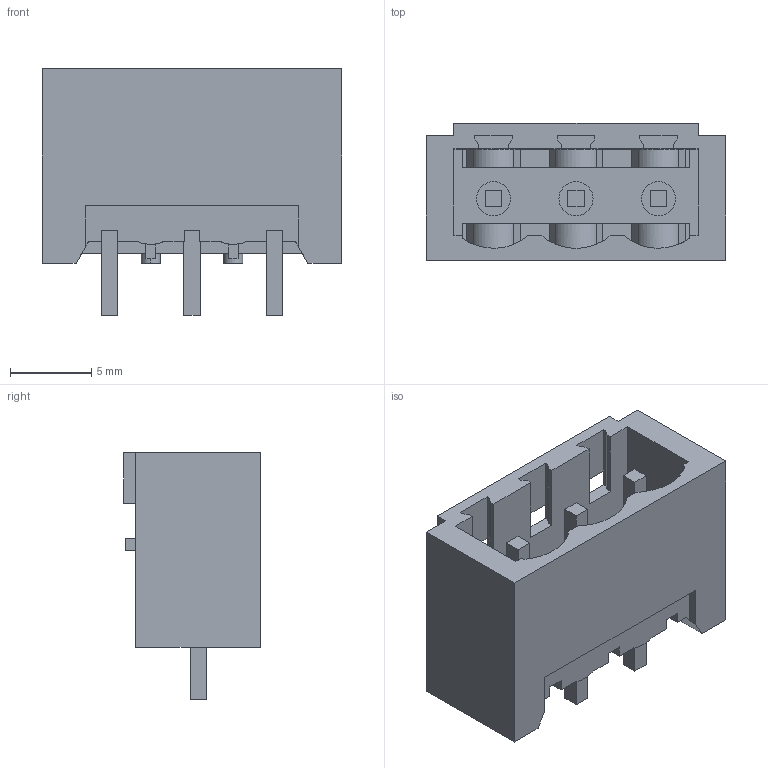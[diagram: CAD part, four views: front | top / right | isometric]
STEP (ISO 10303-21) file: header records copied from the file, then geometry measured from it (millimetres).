
FILE_DESCRIPTION(('CATIA V5 STEP Exchange','CAx-IF Rec.Pracs.--- Model Styling and Organization---1.2---2011-12-15'),'2;1');
FILE_NAME ('D1457018_0', '2018-03-21T12:30:12+00:00', ('none'), ('Weidmueller'), 'CATIA Version 5-6 Release 2014', 'CATIA V5 STEP AP214', 'none');
FILE_SCHEMA(('AUTOMOTIVE_DESIGN { 1 0 10303 214 1 1 1 1 }'));
Length unit declared in the file: millimetre
Products named in the file (1): 1838220000
Bounding box: 18.44 x 8.43 x 15.2 mm (x, y, z)
Volume: 838.4 mm3; surface area: 1663.3 mm2
Topology: 4 solids, 4 shells, 191 faces, 583 edges, 396 vertices
Faces by surface type: plane 165, cylinder 23, extrusion 3
Entity records: 6625 total; most frequent: CARTESIAN_POINT 1420, ORIENTED_EDGE 1166, DIRECTION 918, EDGE_CURVE 583, VECTOR 493, LINE 490, VERTEX_POINT 396, AXIS2_PLACEMENT_3D 237
